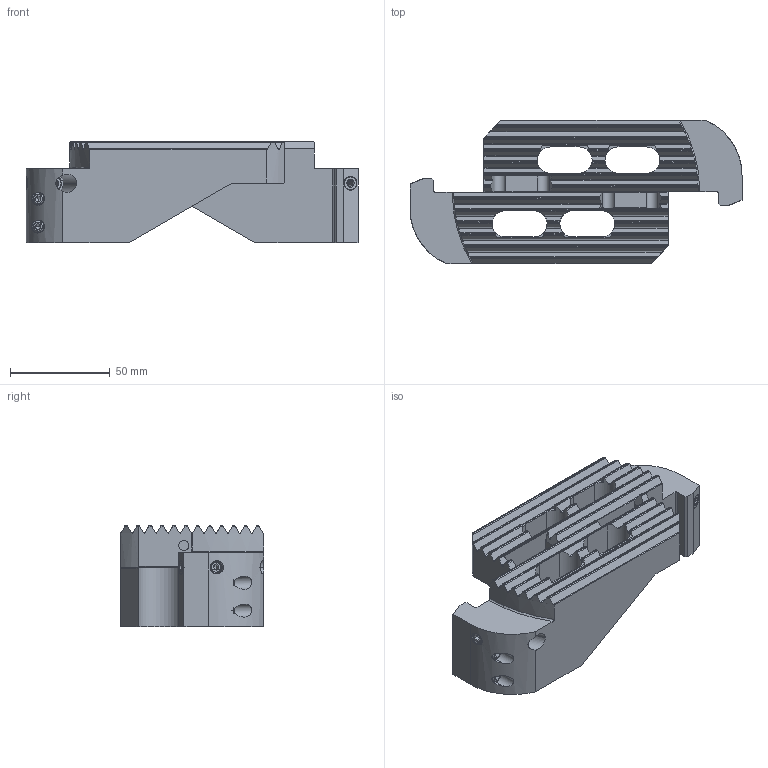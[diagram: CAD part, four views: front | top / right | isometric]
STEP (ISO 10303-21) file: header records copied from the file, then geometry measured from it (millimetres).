
FILE_DESCRIPTION(('no description'),'unknown implementation level');
FILE_NAME('C9549077-ADCE-4642-B62C-8D5A2C28A575_export.stp',' ',('CIMSOURCE GmbH'),('CADClick - KiM GmbH - www.kimweb.de'),'unknown preprocess','ACIS','unknown authorization');
FILE_SCHEMA(('automotive_design'));
Length unit declared in the file: millimetre
Products named in the file (10): 639.687 KAISER Stirnstechhalter SSH 175-203 SW148 SET|639.686 KAISER Stirnstechhalter SSH 175-203 SW148 L|690.913 KAISER Gewindestift M6x18 DIN 913;Schnitt-Rotation1; 639.687 KAISER Stirnstechhalter SSH 175-203 SW148 SET|639.686 KAISER Stirnstechhalter SSH 175-203 SW148 L|690.400 KAISER ELT M6x6-45H;Schnitt-Linear austragen2; 639.687 KAISER Stirnstechhalter SSH 175-203 SW148 SET|639.686 KAISER Stirnstechhalter SSH 175-203 SW148 L|639.690 KAISER Verstellbolzen SW53-148;Spiegeln1; 639.687 KAISER Stirnstechhalter SSH 175-203 SW148 SET|639.686 KAISER Stirnstechhalter SSH 175-203 SW148 L|639.686 KAISER Stirnstechhalter SSH 175-203 SW148 L;Freistellung Verstellung vorne; 639.687 KAISER Stirnstechhalter SSH 175-203 SW148 SET|639.685 KAISER Stirnstechhalter SSH 175-203 SW148 S|690.913 KAISER Gewindestift M6x18 DIN 913;Schnitt-Rotation1; 639.687 KAISER Stirnstechhalter SSH 175-203 SW148 SET|639.685 KAISER Stirnstechhalter SSH 175-203 SW148 S|690.400 KAISER ELT M6x6-45H;Schnitt-Linear austragen2; 639.687 KAISER Stirnstechhalter SSH 175-203 SW148 SET|639.685 KAISER Stirnstechhalter SSH 175-203 SW148 S|639.690 KAISER Verstellbolzen SW53-148;Spiegeln1; 639.687 KAISER Stirnstechhalter SSH 175-203 SW148 SET|639.685 KAISER Stirnstechhalter SSH 175-203 SW148 S|639.685 KAISER Stirnstechhalter SSH 175-203 SW148 S;Freistellung Verstellung vorne
Bounding box: 166.63 x 72 x 50.75 mm (x, y, z)
Volume: 226187 mm3; surface area: 61333.2 mm2
Topology: 10 solids, 10 shells, 610 faces, 1614 edges, 1001 vertices
Faces by surface type: plane 290, cylinder 210, cone 102, torus 8
Entity records: 38317 total; most frequent: CARTESIAN_POINT 5769, STYLED_ITEM 3209, PRESENTATION_STYLE_ASSIGNMENT 3209, COLOUR_RGB 3209, ORIENTED_EDGE 3176, DIRECTION 2880, EDGE_CURVE 1588, CURVE_STYLE 1588
